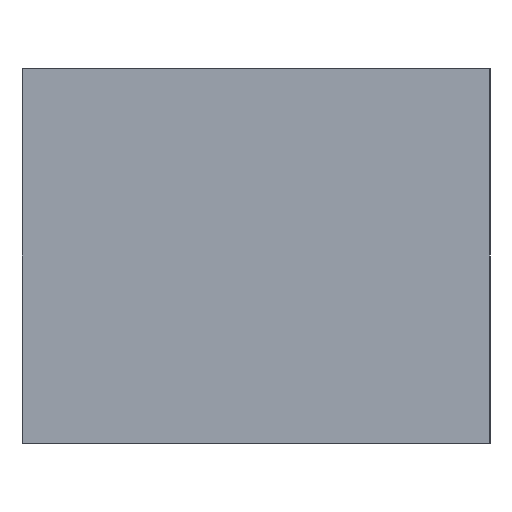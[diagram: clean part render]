
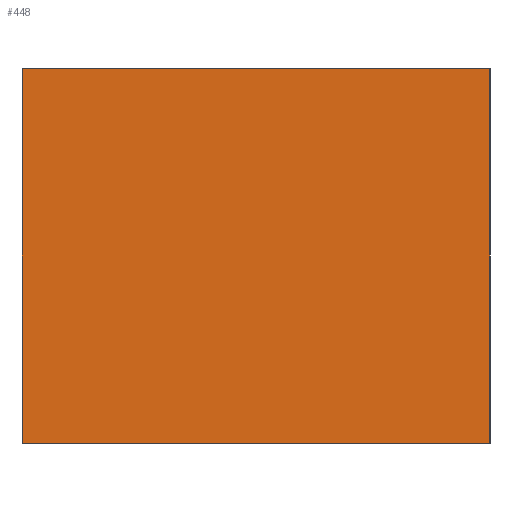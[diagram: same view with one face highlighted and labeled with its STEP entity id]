
A CAD part, left-side view. The second image highlights one B-rep face of the part: STEP entity #448.
In plain terms, the highlighted planar face has unit normal (-1, 0, 0).
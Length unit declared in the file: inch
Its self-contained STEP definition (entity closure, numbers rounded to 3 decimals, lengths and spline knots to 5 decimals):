
#340=CARTESIAN_POINT('',(0.,-0.04921,0.));
#341=VERTEX_POINT('',#340);
#343=CARTESIAN_POINT('',(0.,-0.04921,0.));
#344=DIRECTION('',(0.,1.,0.));
#345=VECTOR('',#344,1.);
#346=LINE('',#343,#345);
#347=EDGE_CURVE('',#341,#349,#346,.T.);
#348=CARTESIAN_POINT('',(0.,0.,0.));
#349=VERTEX_POINT('',#348);
#396=CARTESIAN_POINT('',(0.,-0.04921,0.03937));
#397=DIRECTION('',(0.,1.,0.));
#398=VECTOR('',#397,1.);
#399=LINE('',#396,#398);
#400=EDGE_CURVE('',#402,#404,#399,.T.);
#401=CARTESIAN_POINT('',(0.,-0.04921,0.03937));
#402=VERTEX_POINT('',#401);
#403=CARTESIAN_POINT('',(0.,0.,0.03937));
#404=VERTEX_POINT('',#403);
#427=CARTESIAN_POINT('',(0.,-0.04921,0.03937));
#428=DIRECTION('',(0.,0.,-1.));
#429=VECTOR('',#428,1.);
#430=LINE('',#427,#429);
#431=EDGE_CURVE('',#402,#341,#430,.T.);
#432=ORIENTED_EDGE('',*,*,#431,.F.);
#433=ORIENTED_EDGE('',*,*,#400,.T.);
#434=CARTESIAN_POINT('',(0.,0.,0.03937));
#435=DIRECTION('',(0.,0.,-1.));
#436=VECTOR('',#435,1.);
#437=LINE('',#434,#436);
#438=EDGE_CURVE('',#404,#349,#437,.T.);
#439=ORIENTED_EDGE('',*,*,#438,.T.);
#440=ORIENTED_EDGE('',*,*,#347,.F.);
#441=EDGE_LOOP('',(#432,#433,#439,#440));
#442=FACE_BOUND('',#441,.T.);
#443=CARTESIAN_POINT('',(0.,-0.04921,0.03937));
#444=DIRECTION('',(1.,0.,0.));
#445=DIRECTION('',(0.,0.,-1.));
#446=AXIS2_PLACEMENT_3D('',#443,#444,#445);
#447=PLANE('',#446);
#448=ADVANCED_FACE('',(#442),#447,.F.);
